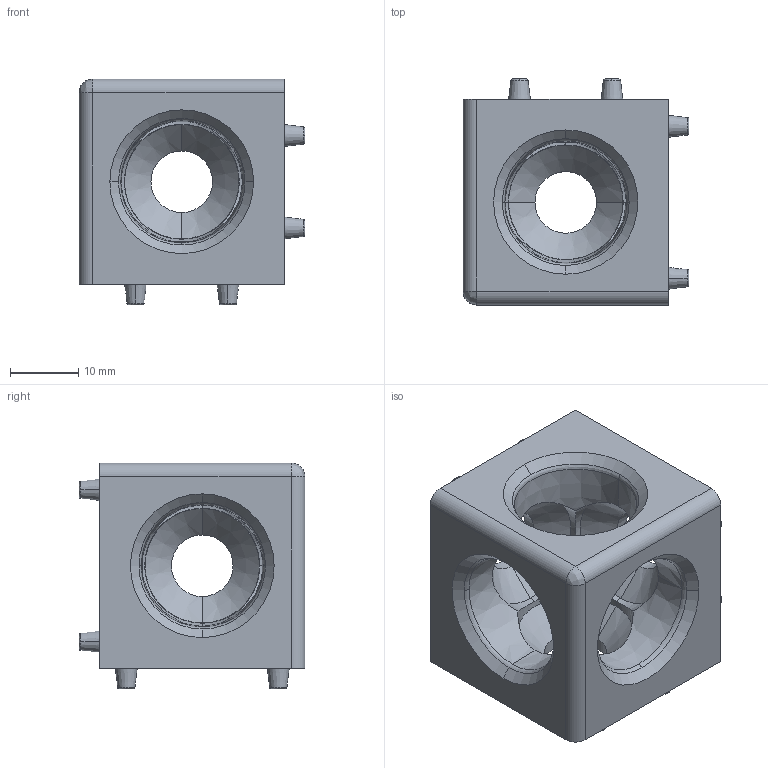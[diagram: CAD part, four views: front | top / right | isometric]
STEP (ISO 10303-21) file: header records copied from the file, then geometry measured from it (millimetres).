
FILE_DESCRIPTION (( 'STEP AP214' ), '1' );
FILE_NAME ('6128065', '2019-01-28T15:48:11', ( '' ), ('JUGARD+KÜNSTNER GmbH'), 'SwSTEP 2.0', 'SolidWorks 2017', '' );
FILE_SCHEMA (( 'AUTOMOTIVE_DESIGN' ));
Length unit declared in the file: millimetre
Products named in the file (1): 6128065
Bounding box: 33 x 33 x 33 mm (x, y, z)
Volume: 13929.3 mm3; surface area: 6881.8 mm2
Topology: 1 solids, 1 shells, 116 faces, 294 edges, 187 vertices
Faces by surface type: cone 48, bspline 31, plane 28, cylinder 9
Entity records: 4174 total; most frequent: CARTESIAN_POINT 1426, ORIENTED_EDGE 586, DIRECTION 571, EDGE_CURVE 293, AXIS2_PLACEMENT_3D 236, VERTEX_POINT 187, CIRCLE 150, EDGE_LOOP 134
